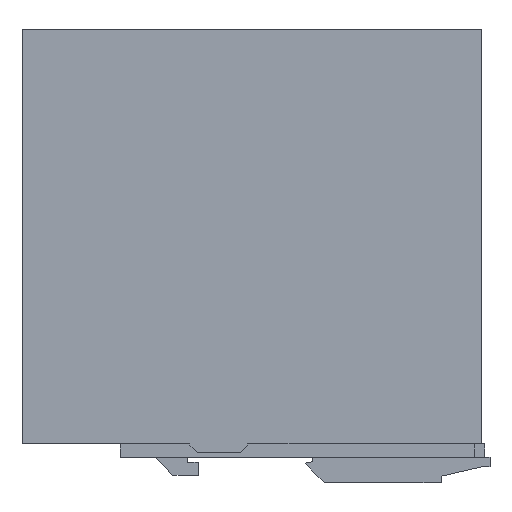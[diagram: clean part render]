
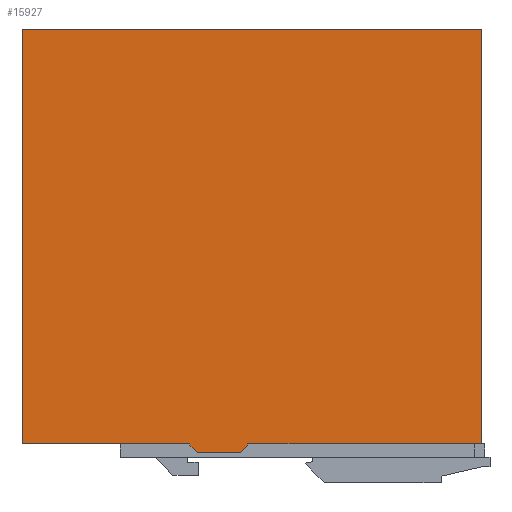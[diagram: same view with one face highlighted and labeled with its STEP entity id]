
A CAD part, left-side view. The second image highlights one B-rep face of the part: STEP entity #15927.
In plain terms, the highlighted planar face has unit normal (-1, 0, 0).
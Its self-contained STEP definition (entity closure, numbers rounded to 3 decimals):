
#139 = DIRECTION ( 'NONE',  ( 0., 0., -1. ) ) ;
#323 = EDGE_CURVE ( 'NONE', #13327, #8991, #5251, .T. ) ;
#364 = EDGE_CURVE ( 'NONE', #12574, #2345, #15195, .T. ) ;
#932 = DIRECTION ( 'NONE',  ( 1., 0., 0. ) ) ;
#1111 = CARTESIAN_POINT ( 'NONE',  ( -21., 63.5, -114.5 ) ) ;
#1263 = CARTESIAN_POINT ( 'NONE',  ( -21., 17.1, -117. ) ) ;
#1314 = DIRECTION ( 'NONE',  ( 0., 1., 0. ) ) ;
#1396 = VERTEX_POINT ( 'NONE', #10911 ) ;
#1955 = ORIENTED_EDGE ( 'NONE', *, *, #2521, .T. ) ;
#1991 = LINE ( 'NONE', #6488, #8531 ) ;
#2217 = EDGE_CURVE ( 'NONE', #1396, #6178, #1991, .T. ) ;
#2345 = VERTEX_POINT ( 'NONE', #15501 ) ;
#2382 = EDGE_CURVE ( 'NONE', #8991, #14138, #13906, .T. ) ;
#2479 = LINE ( 'NONE', #12665, #14792 ) ;
#2521 = EDGE_CURVE ( 'NONE', #14456, #2345, #3720, .T. ) ;
#3023 = CARTESIAN_POINT ( 'NONE',  ( -21., 1.1, -114.5 ) ) ;
#3128 = CARTESIAN_POINT ( 'NONE',  ( -21., 63.5, -114.5 ) ) ;
#3720 = LINE ( 'NONE', #7232, #5259 ) ;
#3995 = ORIENTED_EDGE ( 'NONE', *, *, #14787, .T. ) ;
#4033 = DIRECTION ( 'NONE',  ( 0., -0.707, 0.707 ) ) ;
#4266 = EDGE_CURVE ( 'NONE', #7266, #14138, #2479, .T. ) ;
#4299 = VECTOR ( 'NONE', #15309, 1000. ) ;
#4410 = CARTESIAN_POINT ( 'NONE',  ( -21., 17.1, -117. ) ) ;
#4619 = CARTESIAN_POINT ( 'NONE',  ( -21., 17.1, -114.5 ) ) ;
#4697 = PLANE ( 'NONE',  #7846 ) ;
#4768 = ORIENTED_EDGE ( 'NONE', *, *, #10974, .F. ) ;
#5251 = LINE ( 'NONE', #13649, #15031 ) ;
#5259 = VECTOR ( 'NONE', #10832, 1000. ) ;
#6178 = VERTEX_POINT ( 'NONE', #3023 ) ;
#6488 = CARTESIAN_POINT ( 'NONE',  ( -21., 1.1, -117. ) ) ;
#6517 = LINE ( 'NONE', #4410, #12299 ) ;
#6600 = DIRECTION ( 'NONE',  ( 0., 0., 1. ) ) ;
#6605 = ORIENTED_EDGE ( 'NONE', *, *, #4266, .F. ) ;
#6984 = VERTEX_POINT ( 'NONE', #9121 ) ;
#7072 = EDGE_CURVE ( 'NONE', #14456, #7266, #6517, .T. ) ;
#7232 = CARTESIAN_POINT ( 'NONE',  ( -21., 15.1, -117. ) ) ;
#7266 = VERTEX_POINT ( 'NONE', #4619 ) ;
#7642 = CARTESIAN_POINT ( 'NONE',  ( -21., 17.1, -115. ) ) ;
#7846 = AXIS2_PLACEMENT_3D ( 'NONE', #9617, #932, #139 ) ;
#8197 = LINE ( 'NONE', #11494, #12240 ) ;
#8250 = FACE_OUTER_BOUND ( 'NONE', #13273, .T. ) ;
#8517 = VECTOR ( 'NONE', #14289, 1000. ) ;
#8531 = VECTOR ( 'NONE', #6600, 1000. ) ;
#8605 = EDGE_CURVE ( 'NONE', #12574, #1396, #8197, .T. ) ;
#8991 = VERTEX_POINT ( 'NONE', #14432 ) ;
#9121 = CARTESIAN_POINT ( 'NONE',  ( -21., -63.5, -114.5 ) ) ;
#9230 = ORIENTED_EDGE ( 'NONE', *, *, #8605, .T. ) ;
#9335 = ORIENTED_EDGE ( 'NONE', *, *, #2217, .T. ) ;
#9617 = CARTESIAN_POINT ( 'NONE',  ( -21., 0., 0. ) ) ;
#10176 = DIRECTION ( 'NONE',  ( 0., 1., 0. ) ) ;
#10378 = ORIENTED_EDGE ( 'NONE', *, *, #7072, .F. ) ;
#10794 = DIRECTION ( 'NONE',  ( 0., 0., 1. ) ) ;
#10832 = DIRECTION ( 'NONE',  ( 0., -0.707, -0.707 ) ) ;
#10911 = CARTESIAN_POINT ( 'NONE',  ( -21., 1.1, -115. ) ) ;
#10938 = VECTOR ( 'NONE', #10794, 1000. ) ;
#10974 = EDGE_CURVE ( 'NONE', #6984, #6178, #13707, .T. ) ;
#11113 = ORIENTED_EDGE ( 'NONE', *, *, #323, .T. ) ;
#11430 = ORIENTED_EDGE ( 'NONE', *, *, #2382, .T. ) ;
#11494 = CARTESIAN_POINT ( 'NONE',  ( -21., 3.1, -117. ) ) ;
#11949 = VECTOR ( 'NONE', #1314, 1000. ) ;
#12240 = VECTOR ( 'NONE', #4033, 1000. ) ;
#12299 = VECTOR ( 'NONE', #15542, 1000. ) ;
#12468 = CARTESIAN_POINT ( 'NONE',  ( -21., -63.5, 0. ) ) ;
#12574 = VERTEX_POINT ( 'NONE', #14736 ) ;
#12665 = CARTESIAN_POINT ( 'NONE',  ( -21., 63.5, -114.5 ) ) ;
#12897 = LINE ( 'NONE', #14402, #10938 ) ;
#13273 = EDGE_LOOP ( 'NONE', ( #10378, #1955, #15820, #9230, #9335, #4768, #3995, #11113, #11430, #6605 ) ) ;
#13327 = VERTEX_POINT ( 'NONE', #12468 ) ;
#13649 = CARTESIAN_POINT ( 'NONE',  ( -21., 0., 0. ) ) ;
#13700 = DIRECTION ( 'NONE',  ( 0., 1., 0. ) ) ;
#13707 = LINE ( 'NONE', #3128, #4299 ) ;
#13906 = LINE ( 'NONE', #14391, #8517 ) ;
#14138 = VERTEX_POINT ( 'NONE', #1111 ) ;
#14289 = DIRECTION ( 'NONE',  ( 0., 0., -1. ) ) ;
#14391 = CARTESIAN_POINT ( 'NONE',  ( -21., 63.5, 0. ) ) ;
#14402 = CARTESIAN_POINT ( 'NONE',  ( -21., -63.5, 0. ) ) ;
#14432 = CARTESIAN_POINT ( 'NONE',  ( -21., 63.5, 0. ) ) ;
#14456 = VERTEX_POINT ( 'NONE', #7642 ) ;
#14736 = CARTESIAN_POINT ( 'NONE',  ( -21., 3.1, -117. ) ) ;
#14787 = EDGE_CURVE ( 'NONE', #6984, #13327, #12897, .T. ) ;
#14792 = VECTOR ( 'NONE', #10176, 1000. ) ;
#15031 = VECTOR ( 'NONE', #13700, 1000. ) ;
#15195 = LINE ( 'NONE', #1263, #11949 ) ;
#15309 = DIRECTION ( 'NONE',  ( 0., 1., 0. ) ) ;
#15501 = CARTESIAN_POINT ( 'NONE',  ( -21., 15.1, -117. ) ) ;
#15542 = DIRECTION ( 'NONE',  ( 0., 0., 1. ) ) ;
#15820 = ORIENTED_EDGE ( 'NONE', *, *, #364, .F. ) ;
#15927 = ADVANCED_FACE ( 'NONE', ( #8250 ), #4697, .F. ) ;
